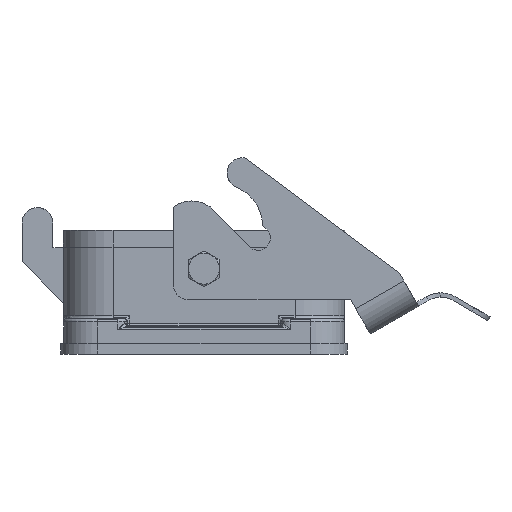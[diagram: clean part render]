
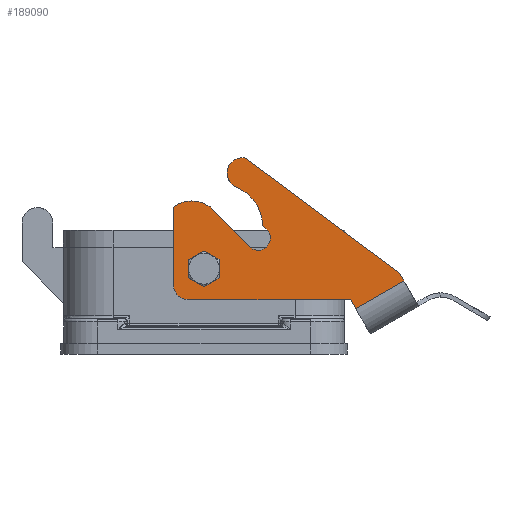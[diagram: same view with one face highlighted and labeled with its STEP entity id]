
A CAD part, left-side view. The second image highlights one B-rep face of the part: STEP entity #189090.
In plain terms, the highlighted planar face has unit normal (-1, 0, 0).
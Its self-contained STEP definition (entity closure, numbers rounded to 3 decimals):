
#163620=CARTESIAN_POINT('',(-70.5,-14.636,34.908));
#163630=VERTEX_POINT('',#163620);
#163790=CARTESIAN_POINT('',(-70.5,-21.5,37.7));
#163800=VERTEX_POINT('',#163790);
#163830=CARTESIAN_POINT('',(-70.5,-17.5,37.7));
#163840=DIRECTION('',(1.,0.,0.));
#163850=DIRECTION('',(0.,-0.5,0.866));
#163860=AXIS2_PLACEMENT_3D('',#163830,#163840,#163850);
#163870=CIRCLE('',#163860,4.);
#163880=EDGE_CURVE('',#163800,#163630,#163870,.T.);
#164040=CARTESIAN_POINT('',(-70.5,-4.,27.7));
#164050=VERTEX_POINT('',#164040);
#164080=CARTESIAN_POINT('',(-70.5,0.,27.7));
#164090=DIRECTION('',(-1.,0.,0.));
#164100=DIRECTION('',(0.,-1.,0.));
#164110=AXIS2_PLACEMENT_3D('',#164080,#164090,#164100);
#164120=CIRCLE('',#164110,4.);
#164130=CARTESIAN_POINT('',(-70.5,4.,27.7));
#164140=VERTEX_POINT('',#164130);
#164150=EDGE_CURVE('',#164140,#164050,#164120,.T.);
#176310=CARTESIAN_POINT('',(-70.5,-47.5,17.7));
#176320=VERTEX_POINT('',#176310);
#176350=CARTESIAN_POINT('',(-70.5,-47.5,17.7));
#176360=DIRECTION('',(0.,-0.5,-0.866));
#176370=VECTOR('',#176360,3.439);
#176380=LINE('',#176350,#176370);
#176390=CARTESIAN_POINT('',(-70.5,-49.22,14.722));
#176400=VERTEX_POINT('',#176390);
#176410=EDGE_CURVE('',#176320,#176400,#176380,.T.);
#186550=CARTESIAN_POINT('',(-70.5,-57.014,19.222));
#186560=DIRECTION('',(0.,-0.866,0.5
));
#186570=VECTOR('',#186560,1.);
#186580=LINE('',#186550,#186570);
#186590=CARTESIAN_POINT('',(-70.5,-64.808,23.722));
#186600=VERTEX_POINT('',#186590);
#186610=EDGE_CURVE('',#176400,#186600,#186580,.T.);
#188050=CARTESIAN_POINT('',(-70.5,-27.404,39.211));
#188060=DIRECTION('',(-1.,-0.,-0.));
#188070=DIRECTION('',(-0.,1.,0.));
#188080=AXIS2_PLACEMENT_3D('',#188050,#188060,#188070);
#188090=PLANE('',#188080);
#188100=ORIENTED_EDGE('',*,*,#176410,.T.);
#188110=CARTESIAN_POINT('',(-70.5,5.,17.7));
#188120=DIRECTION('',(0.,-1.,0.));
#188130=VECTOR('',#188120,52.5);
#188140=LINE('',#188110,#188130);
#188150=CARTESIAN_POINT('',(-70.5,5.,17.7));
#188160=VERTEX_POINT('',#188150);
#188170=EDGE_CURVE('',#188160,#176320,#188140,.T.);
#188180=ORIENTED_EDGE('',*,*,#188170,.T.);
#188190=CARTESIAN_POINT('',(-70.5,5.,22.7));
#188200=DIRECTION('',(-1.,0.,0.));
#188210=DIRECTION('',(0.,0.,1.));
#188220=AXIS2_PLACEMENT_3D('',#188190,#188200,#188210);
#188230=CIRCLE('',#188220,5.);
#188240=CARTESIAN_POINT('',(-70.5,10.,22.7));
#188250=VERTEX_POINT('',#188240);
#188260=EDGE_CURVE('',#188250,#188160,#188230,.T.);
#188270=ORIENTED_EDGE('',*,*,#188260,.T.);
#188280=CARTESIAN_POINT('',(-70.5,10.,47.7));
#188290=DIRECTION('',(0.,0.,-1.));
#188300=VECTOR('',#188290,25.);
#188310=LINE('',#188280,#188300);
#188320=CARTESIAN_POINT('',(-70.5,10.,47.7));
#188330=VERTEX_POINT('',#188320);
#188340=EDGE_CURVE('',#188330,#188250,#188310,.T.);
#188350=ORIENTED_EDGE('',*,*,#188340,.T.);
#188360=CARTESIAN_POINT('',(-70.5,4.,39.7));
#188370=DIRECTION('',(-1.,0.,0.));
#188380=DIRECTION('',(0.,-0.6,-0.8));
#188390=AXIS2_PLACEMENT_3D('',#188360,#188370,#188380);
#188400=CIRCLE('',#188390,10.);
#188410=CARTESIAN_POINT('',(-70.5,-3.161,46.68));
#188420=VERTEX_POINT('',#188410);
#188430=EDGE_CURVE('',#188420,#188330,#188400,.T.);
#188440=ORIENTED_EDGE('',*,*,#188430,.T.);
#188450=CARTESIAN_POINT('',(-70.5,-14.636,34.908));
#188460=DIRECTION('',(0.,0.698,0.716));
#188470=VECTOR('',#188460,16.439);
#188480=LINE('',#188450,#188470);
#188490=EDGE_CURVE('',#163630,#188420,#188480,.T.);
#188500=ORIENTED_EDGE('',*,*,#188490,.T.);
#188510=ORIENTED_EDGE('',*,*,#163880,.T.);
#188520=CARTESIAN_POINT('',(-70.5,-19.5,41.164));
#188530=VERTEX_POINT('',#188520);
#188540=EDGE_CURVE('',#188530,#163800,#163870,.T.);
#188550=ORIENTED_EDGE('',*,*,#188540,.T.);
#188560=CARTESIAN_POINT('',(-70.5,-20.,42.03));
#188570=DIRECTION('',(-1.,0.,0.));
#188580=DIRECTION('',(0.,-0.5,0.866));
#188590=AXIS2_PLACEMENT_3D('',#188560,#188570,#188580);
#188600=CIRCLE('',#188590,1.);
#188610=CARTESIAN_POINT('',(-70.5,-19.,41.999));
#188620=VERTEX_POINT('',#188610);
#188630=EDGE_CURVE('',#188620,#188530,#188600,.T.);
#188640=ORIENTED_EDGE('',*,*,#188630,.T.);
#188650=CARTESIAN_POINT('',(-70.5,-5.507,41.573));
#188660=DIRECTION('',(1.,0.,0.));
#188670=DIRECTION('',(0.,-0.378,0.926));
#188680=AXIS2_PLACEMENT_3D('',#188650,#188660,#188670);
#188690=CIRCLE('',#188680,13.5);
#188700=CARTESIAN_POINT('',(-70.5,-10.61,54.071));
#188710=VERTEX_POINT('',#188700);
#188720=EDGE_CURVE('',#188710,#188620,#188690,.T.);
#188730=ORIENTED_EDGE('',*,*,#188720,.T.);
#188740=CARTESIAN_POINT('',(-70.5,-12.5,58.7));
#188750=DIRECTION('',(-1.,0.,0.));
#188760=DIRECTION('',(0.,-0.378,0.926));
#188770=AXIS2_PLACEMENT_3D('',#188740,#188750,#188760);
#188780=CIRCLE('',#188770,5.);
#188790=CARTESIAN_POINT('',(-70.5,-7.5,58.7));
#188800=VERTEX_POINT('',#188790);
#188810=EDGE_CURVE('',#188800,#188710,#188780,.T.);
#188820=ORIENTED_EDGE('',*,*,#188810,.T.);
#188830=CARTESIAN_POINT('',(-70.5,-13.5,63.599));
#188840=VERTEX_POINT('',#188830);
#188850=EDGE_CURVE('',#188840,#188800,#188780,.T.);
#188860=ORIENTED_EDGE('',*,*,#188850,.T.);
#188870=CARTESIAN_POINT('',(-70.5,-63.192,26.521));
#188880=DIRECTION('',(0.,0.801,0.598));
#188890=VECTOR('',#188880,62.);
#188900=LINE('',#188870,#188890);
#188910=CARTESIAN_POINT('',(-70.5,-63.192,26.521));
#188920=VERTEX_POINT('',#188910);
#188930=EDGE_CURVE('',#188920,#188840,#188900,.T.);
#188940=ORIENTED_EDGE('',*,*,#188930,.T.);
#188950=CARTESIAN_POINT('',(-70.5,-64.808,23.722));
#188960=DIRECTION('',(0.,0.5,0.866));
#188970=VECTOR('',#188960,3.233);
#188980=LINE('',#188950,#188970);
#188990=EDGE_CURVE('',#186600,#188920,#188980,.T.);
#189000=ORIENTED_EDGE('',*,*,#188990,.T.);
#189010=ORIENTED_EDGE('',*,*,#186610,.T.);
#189020=EDGE_LOOP('',(#189010,#189000,#188940,#188860,#188820,#188730,
#188640,#188550,#188510,#188500,#188440,#188350,#188270,#188180,#188100)
);
#189030=FACE_OUTER_BOUND('',#189020,.T.);
#189040=EDGE_CURVE('',#164050,#164140,#164120,.T.);
#189050=ORIENTED_EDGE('',*,*,#189040,.F.);
#189060=ORIENTED_EDGE('',*,*,#164150,.F.);
#189070=EDGE_LOOP('',(#189060,#189050));
#189080=FACE_BOUND('',#189070,.T.);
#189090=ADVANCED_FACE('',(#189030,#189080),#188090,.T.);
